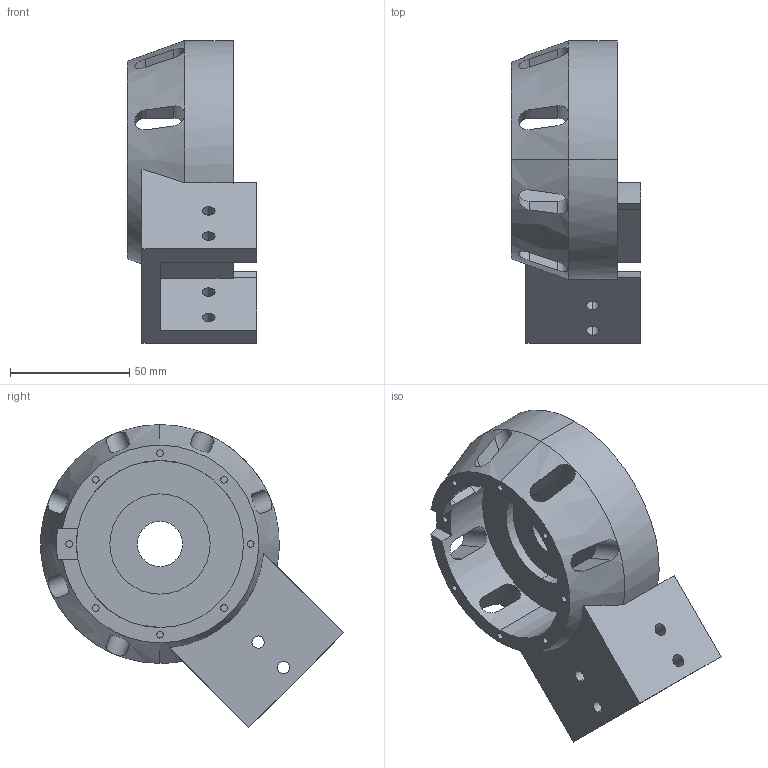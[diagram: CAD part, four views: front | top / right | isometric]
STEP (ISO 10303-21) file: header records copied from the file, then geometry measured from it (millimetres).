
FILE_DESCRIPTION (( 'STEP AP214' ), '1' );
FILE_NAME ('orbit_J3.STEP', '2021-04-07T09:59:57', ( '' ), ( '' ), 'SwSTEP 2.0', 'SolidWorks 2020', '' );
FILE_SCHEMA (( 'AUTOMOTIVE_DESIGN' ));
Length unit declared in the file: millimetre
Products named in the file (1): orbit_J3
Bounding box: 54.1 x 126.82 x 126.82 mm (x, y, z)
Volume: 172879.5 mm3; surface area: 54253.2 mm2
Topology: 1 solids, 1 shells, 619 faces, 1808 edges, 1202 vertices
Faces by surface type: cylinder 234, plane 215, bspline 168, cone 2
Entity records: 25283 total; most frequent: CARTESIAN_POINT 9596, ORIENTED_EDGE 3616, DIRECTION 2787, EDGE_CURVE 1808, VERTEX_POINT 1202, LINE 969, VECTOR 969, AXIS2_PLACEMENT_3D 909
